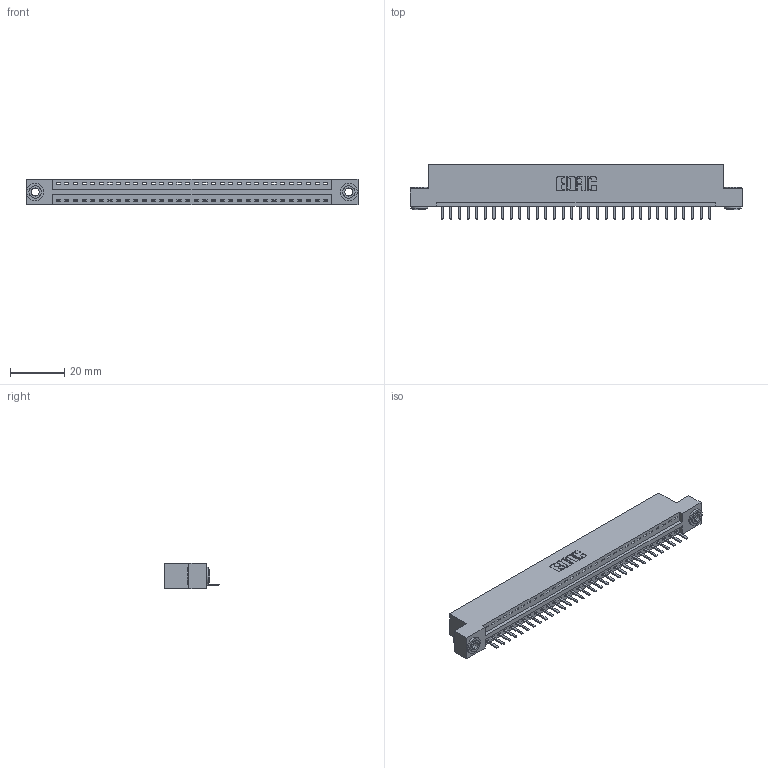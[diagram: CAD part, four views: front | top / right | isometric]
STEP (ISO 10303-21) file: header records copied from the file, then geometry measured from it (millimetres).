
FILE_DESCRIPTION (( 'STEP AP203' ), '1' );
FILE_NAME ('346-032-520-103.STEP', '2022-05-06T17:49:31', ( '' ), ( '' ), 'SwSTEP 2.0', 'SolidWorks 2020', '' );
FILE_SCHEMA (( 'CONFIG_CONTROL_DESIGN' ));
Length unit declared in the file: inch
Products named in the file (4): 346-032-520-103; 345-250-002_345-250-002-102; 346 Part_Flush Mounting Lugs - 0.156 Dia-TH; 345-292-001_345-293-120
Assembly tree (35 placements, depth 2):
  346-032-520-103
    346 Part_Flush Mounting Lugs - 0.156 Dia-TH
    345-292-001_345-293-120  x32
    345-250-002_345-250-002-102  x2
Bounding box: 122.17 x 20.02 x 9.4 mm (x, y, z)
Volume: 11535.1 mm3; surface area: 14253.7 mm2
Topology: 35 solids, 35 shells, 2158 faces, 6329 edges, 4130 vertices
Faces by surface type: plane 1444, cylinder 706, cone 8
Entity records: 22386 total; most frequent: CARTESIAN_POINT 3833, ORIENTED_EDGE 3778, DIRECTION 3411, EDGE_CURVE 1889, VECTOR 1601, LINE 1601, VERTEX_POINT 1254, AXIS2_PLACEMENT_3D 905
